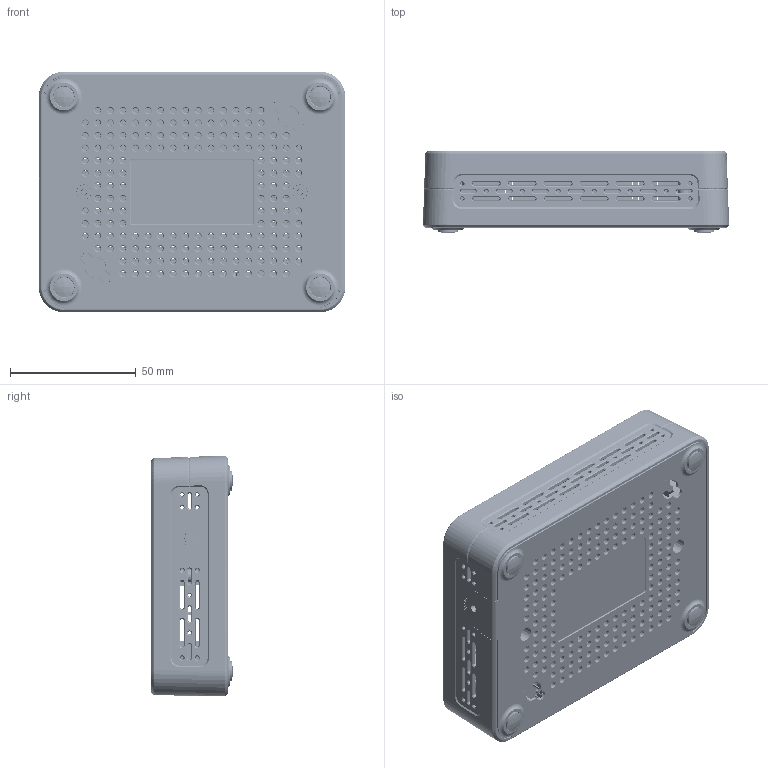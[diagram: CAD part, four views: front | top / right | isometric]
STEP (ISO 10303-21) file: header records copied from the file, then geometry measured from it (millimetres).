
FILE_DESCRIPTION (( 'STEP AP214' ), '1' );
FILE_NAME ('TAU-1M.IP.STEP', '2025-10-22T09:23:49', ( '' ), ( '' ), 'SwSTEP 2.0', 'SolidWorks 2023', '' );
FILE_SCHEMA (( 'AUTOMOTIVE_DESIGN' ));
Length unit declared in the file: millimetre
Products named in the file (14): __HYDERON HEB-21; __LPJE843NNL_LPJE843NNL; __miniNTU_Plastic case TAU-102; __USBV_USBV; __RJ45_1GB_1X1_LED_UP_RJ45_1GB_1X1_LED_UP_B-top B50S(28-07)G8-85-P223-B12; __miniNTU.002_TAU-102; TAU-1M.IP; __Panel TAU-1M.IP; __DJK_02A_DJK_02A_DJK-02; __PLate tau2_1v0_new_Plate TAU1M.ip; __miniNTU.001; __SWT-3_Switronic 07135; __Plate tau-2m.ip (ALL)_Plate TAU-1M.ip; __REPER_REPER
Assembly tree (17 placements, depth 4):
  TAU-1M.IP
    __miniNTU_Plastic case TAU-102
      __miniNTU.002_TAU-102
      __miniNTU.001
    __HYDERON HEB-21  x4
    __Panel TAU-1M.IP
    __Plate tau-2m.ip (ALL)_Plate TAU-1M.ip
      __PLate tau2_1v0_new_Plate TAU1M.ip
        __USBV_USBV
        __LPJE843NNL_LPJE843NNL
        __RJ45_1GB_1X1_LED_UP_RJ45_1GB_1X1_LED_UP_B-top B50S(28-07)G8-85-P223-B12
        __DJK_02A_DJK_02A_DJK-02
        __REPER_REPER  x2
        __SWT-3_Switronic 07135
Bounding box: 121.92 x 32.6 x 95.86 mm (x, y, z)
Volume: 75405.5 mm3; surface area: 99511.9 mm2
Topology: 30 solids, 30 shells, 5963 faces, 14693 edges, 9236 vertices
Faces by surface type: plane 2136, cone 1586, torus 1250, cylinder 564, bspline 417, sphere 10
Entity records: 248237 total; most frequent: CARTESIAN_POINT 89533, DIRECTION 30214, ORIENTED_EDGE 29304, EDGE_CURVE 14652, AXIS2_PLACEMENT_3D 11863, VERTEX_POINT 9209, EDGE_LOOP 7381, LINE 6488
